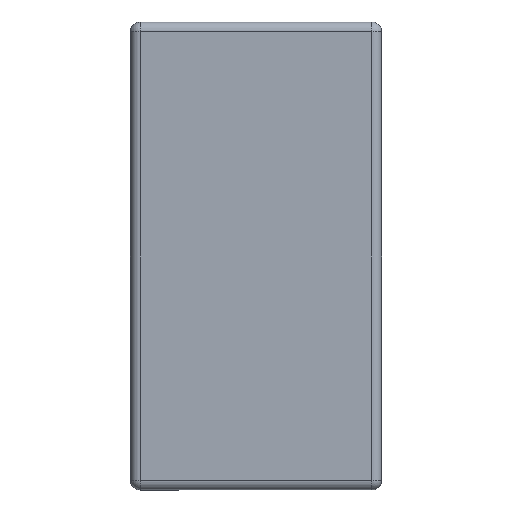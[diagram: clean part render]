
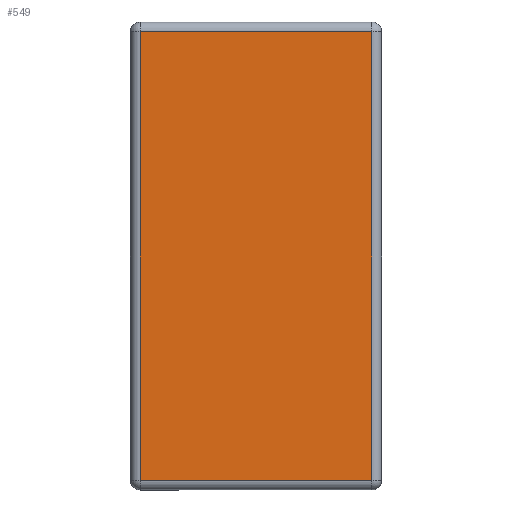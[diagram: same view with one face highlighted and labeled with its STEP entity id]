
A CAD part, left-side view. The second image highlights one B-rep face of the part: STEP entity #549.
In plain terms, the highlighted planar face has unit normal (-1, 0, 0).
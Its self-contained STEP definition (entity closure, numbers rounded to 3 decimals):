
#32 = FACE_OUTER_BOUND ( 'NONE', #2504, .T. ) ;
#90 = AXIS2_PLACEMENT_3D ( 'NONE', #2360, #4157, #1291 ) ;
#320 = VECTOR ( 'NONE', #4018, 1000. ) ;
#530 = CARTESIAN_POINT ( 'NONE',  ( 0., 1.394, -2.7 ) ) ;
#533 = EDGE_CURVE ( 'NONE', #3242, #4104, #1436, .T. ) ;
#543 = DIRECTION ( 'NONE',  ( 0., 0., -1. ) ) ;
#549 = ADVANCED_FACE ( 'NONE', ( #32 ), #1635, .T. ) ;
#871 = EDGE_CURVE ( 'NONE', #4599, #3261, #2943, .T. ) ;
#1208 = EDGE_CURVE ( 'NONE', #3261, #3242, #2911, .T. ) ;
#1285 = DIRECTION ( 'NONE',  ( 0., 1., 0. ) ) ;
#1289 = ORIENTED_EDGE ( 'NONE', *, *, #4539, .T. ) ;
#1291 = DIRECTION ( 'NONE',  ( 0., 0., 1. ) ) ;
#1436 = LINE ( 'NONE', #530, #3247 ) ;
#1501 = CARTESIAN_POINT ( 'NONE',  ( 0., 0.056, 0. ) ) ;
#1635 = PLANE ( 'NONE',  #90 ) ;
#1882 = ORIENTED_EDGE ( 'NONE', *, *, #1208, .T. ) ;
#2227 = LINE ( 'NONE', #2388, #4200 ) ;
#2360 = CARTESIAN_POINT ( 'NONE',  ( 0., 0., 0. ) ) ;
#2385 = CARTESIAN_POINT ( 'NONE',  ( 0., 0.056, -2.644 ) ) ;
#2388 = CARTESIAN_POINT ( 'NONE',  ( 0., 0., -2.644 ) ) ;
#2504 = EDGE_LOOP ( 'NONE', ( #1289, #3136, #1882, #4559 ) ) ;
#2718 = CARTESIAN_POINT ( 'NONE',  ( 0., 1.45, -0.056 ) ) ;
#2760 = DIRECTION ( 'NONE',  ( 0., -1., 0. ) ) ;
#2860 = VECTOR ( 'NONE', #1285, 1000. ) ;
#2911 = LINE ( 'NONE', #2718, #2860 ) ;
#2943 = LINE ( 'NONE', #1501, #320 ) ;
#3136 = ORIENTED_EDGE ( 'NONE', *, *, #871, .T. ) ;
#3242 = VERTEX_POINT ( 'NONE', #3267 ) ;
#3247 = VECTOR ( 'NONE', #543, 1000. ) ;
#3261 = VERTEX_POINT ( 'NONE', #4111 ) ;
#3267 = CARTESIAN_POINT ( 'NONE',  ( 0., 1.394, -0.056 ) ) ;
#3998 = CARTESIAN_POINT ( 'NONE',  ( 0., 1.394, -2.644 ) ) ;
#4018 = DIRECTION ( 'NONE',  ( 0., 0., 1. ) ) ;
#4104 = VERTEX_POINT ( 'NONE', #3998 ) ;
#4111 = CARTESIAN_POINT ( 'NONE',  ( 0., 0.056, -0.056 ) ) ;
#4157 = DIRECTION ( 'NONE',  ( -1., 0., 0. ) ) ;
#4200 = VECTOR ( 'NONE', #2760, 1000. ) ;
#4539 = EDGE_CURVE ( 'NONE', #4104, #4599, #2227, .T. ) ;
#4559 = ORIENTED_EDGE ( 'NONE', *, *, #533, .T. ) ;
#4599 = VERTEX_POINT ( 'NONE', #2385 ) ;
